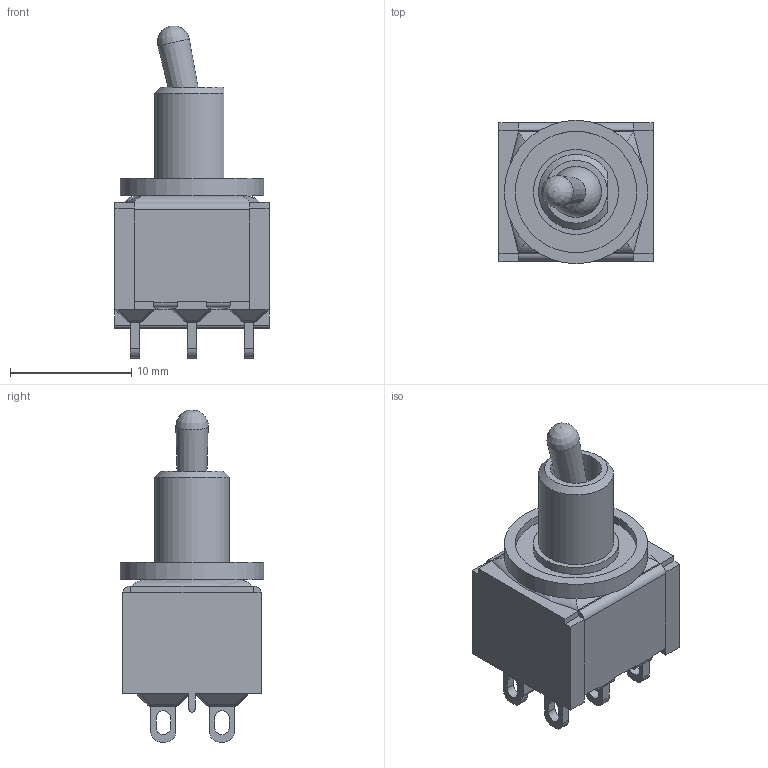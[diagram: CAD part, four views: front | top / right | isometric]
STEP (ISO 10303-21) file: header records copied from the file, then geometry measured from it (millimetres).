
FILE_DESCRIPTION(/* description */ (''),/* implementation_level */ '2;1');
FILE_NAME(/* name */ '100DPxT2B9M1xE.stp',/* time_stamp */ '2025-04-30T16:05:00-05:00',/* author */ ('mroman'),/* organization */ (''),/* preprocessor_version */ 'ST-DEVELOPER v18.1',/* originating_system */ 'Autodesk Inventor 2022',/* authorisation */ '');
FILE_SCHEMA (('AUTOMOTIVE_DESIGN { 1 0 10303 214 3 1 1 }'));
Length unit declared in the file: inch
Products named in the file (1): 100DPxT2B9M1xE
Bounding box: 12.7 x 11.81 x 27.36 mm (x, y, z)
Volume: 1066.8 mm3; surface area: 2042.8 mm2
Topology: 2 solids, 4 shells, 387 faces, 998 edges, 613 vertices
Faces by surface type: plane 263, cylinder 93, sphere 26, cone 2, torus 2, bspline 1
Full cylindrical faces by diameter (mm): 4.2 x2, 7.01 x1, 10.01 x1, 11.81 x1
Entity records: 11532 total; most frequent: CARTESIAN_POINT 2048, DIRECTION 1960, ORIENTED_EDGE 1946, EDGE_CURVE 973, LINE 750, VECTOR 750, VERTEX_POINT 613, AXIS2_PLACEMENT_3D 605
